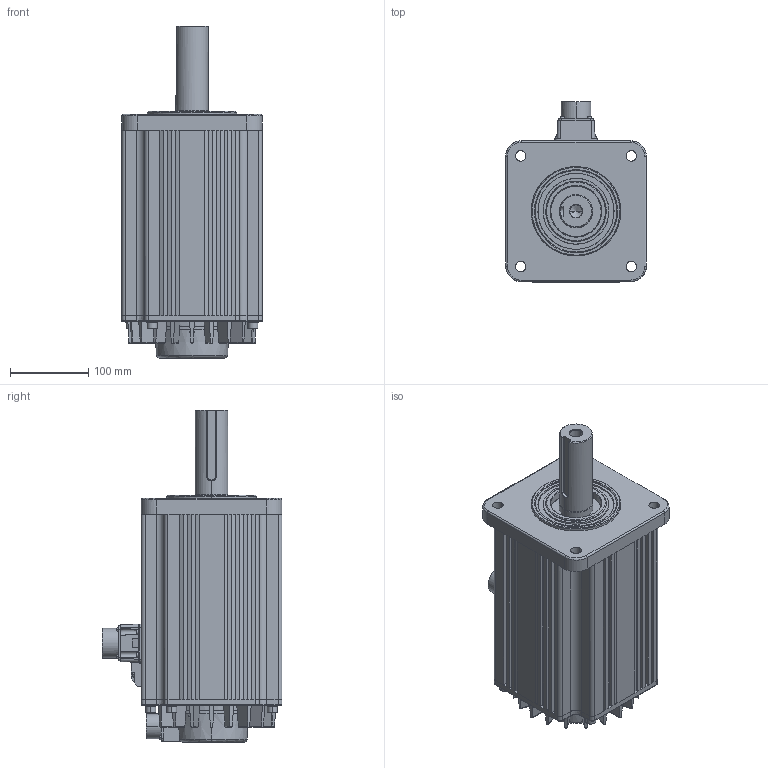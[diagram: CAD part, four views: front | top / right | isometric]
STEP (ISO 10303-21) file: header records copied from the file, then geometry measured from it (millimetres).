
FILE_DESCRIPTION (( 'STEP AP214' ), '1' );
FILE_NAME ('SV2H-455B.STEP', '2022-10-04T17:45:39', ( '' ), ( '' ), 'SwSTEP 2.0', 'SolidWorks 2021', '' );
FILE_SCHEMA (( 'AUTOMOTIVE_DESIGN' ));
Length unit declared in the file: inch
Products named in the file (1): SV2H-455B
Bounding box: 180 x 230.02 x 424.4 mm (x, y, z)
Volume: 8233857.9 mm3; surface area: 394519.9 mm2
Topology: 1 solids, 3 shells, 613 faces, 1503 edges, 954 vertices
Faces by surface type: plane 326, cylinder 188, cone 50, bspline 33, torus 16
Entity records: 30939 total; most frequent: CARTESIAN_POINT 18073, ORIENTED_EDGE 3002, DIRECTION 1997, EDGE_CURVE 1501, VERTEX_POINT 954, B_SPLINE_CURVE_WITH_KNOTS 727, EDGE_LOOP 681, AXIS2_PLACEMENT_3D 667
